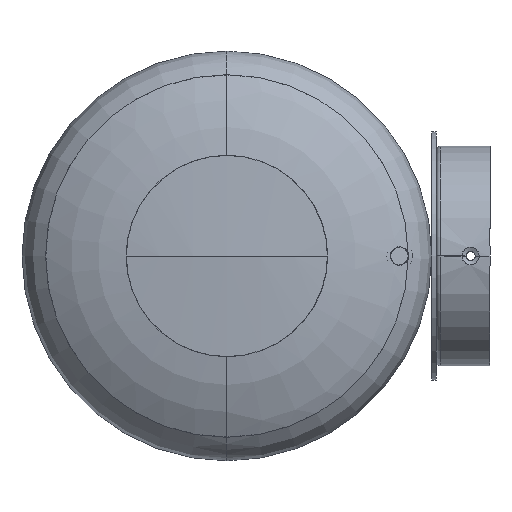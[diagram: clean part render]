
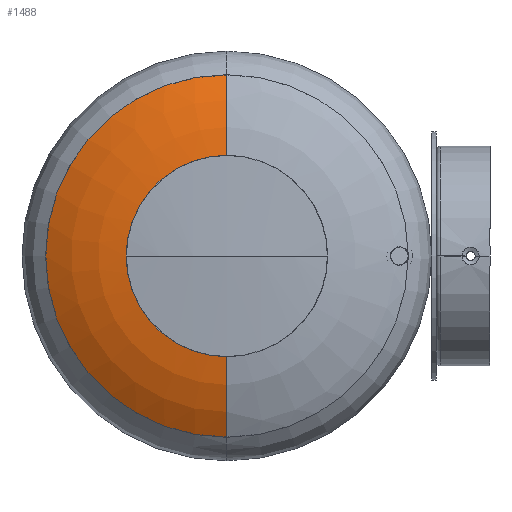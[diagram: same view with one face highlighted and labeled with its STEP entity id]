
A CAD part, front view. The second image highlights one B-rep face of the part: STEP entity #1488.
In plain terms, the highlighted toroidal (fillet/blend) face has major radius 36.837 mm and minor radius 90 mm.
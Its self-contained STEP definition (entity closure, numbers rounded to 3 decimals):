
#73 = EDGE_LOOP ( 'NONE', ( #1089, #1179, #3158, #2399, #3254 ) ) ;
#128 = VERTEX_POINT ( 'NONE', #1800 ) ;
#173 = VERTEX_POINT ( 'NONE', #528 ) ;
#528 = CARTESIAN_POINT ( 'NONE',  ( 0., 2.577, 46.734 ) ) ;
#757 = DIRECTION ( 'NONE',  ( 0., 0., -1. ) ) ;
#1089 = ORIENTED_EDGE ( 'NONE', *, *, #3279, .F. ) ;
#1179 = ORIENTED_EDGE ( 'NONE', *, *, #1236, .T. ) ;
#1236 = EDGE_CURVE ( 'NONE', #3298, #4966, #4353, .T. ) ;
#1244 = CARTESIAN_POINT ( 'NONE',  ( 0., 2.577, 0. ) ) ;
#1320 = CARTESIAN_POINT ( 'NONE',  ( 0., 15.422, -84.071 ) ) ;
#1371 = EDGE_CURVE ( 'NONE', #2396, #128, #4465, .T. ) ;
#1378 = CARTESIAN_POINT ( 'NONE',  ( 0., 92.032, -36.837 ) ) ;
#1488 = ADVANCED_FACE ( 'NONE', ( #4553 ), #4530, .T. ) ;
#1504 = CARTESIAN_POINT ( 'NONE',  ( 0., 2.577, 0. ) ) ;
#1506 = AXIS2_PLACEMENT_3D ( 'NONE', #1504, #1974, #1978 ) ;
#1519 = AXIS2_PLACEMENT_3D ( 'NONE', #3473, #3476, #3487 ) ;
#1561 = DIRECTION ( 'NONE',  ( 0., -1., 0. ) ) ;
#1564 = EDGE_CURVE ( 'NONE', #4966, #128, #4633, .T. ) ;
#1800 = CARTESIAN_POINT ( 'NONE',  ( 0., 2.577, -46.734 ) ) ;
#1974 = DIRECTION ( 'NONE',  ( 0., -1., 0. ) ) ;
#1978 = DIRECTION ( 'NONE',  ( 0., 0., -1. ) ) ;
#2006 = CIRCLE ( 'NONE', #1506, 46.734 ) ;
#2014 = DIRECTION ( 'NONE',  ( 0., 0., -1. ) ) ;
#2017 = DIRECTION ( 'NONE',  ( 1., 0., 0. ) ) ;
#2027 = CARTESIAN_POINT ( 'NONE',  ( 0., 92.032, 36.837 ) ) ;
#2040 = CARTESIAN_POINT ( 'NONE',  ( 0., 15.422, 84.071 ) ) ;
#2396 = VERTEX_POINT ( 'NONE', #4064 ) ;
#2399 = ORIENTED_EDGE ( 'NONE', *, *, #1371, .F. ) ;
#2641 = AXIS2_PLACEMENT_3D ( 'NONE', #4903, #5051, #4789 ) ;
#2798 = AXIS2_PLACEMENT_3D ( 'NONE', #1378, #3128, #4352 ) ;
#2924 = AXIS2_PLACEMENT_3D ( 'NONE', #2027, #2017, #2014 ) ;
#3128 = DIRECTION ( 'NONE',  ( -1., 0., 0. ) ) ;
#3158 = ORIENTED_EDGE ( 'NONE', *, *, #1564, .T. ) ;
#3254 = ORIENTED_EDGE ( 'NONE', *, *, #4744, .F. ) ;
#3279 = EDGE_CURVE ( 'NONE', #3298, #173, #4161, .T. ) ;
#3298 = VERTEX_POINT ( 'NONE', #2040 ) ;
#3473 = CARTESIAN_POINT ( 'NONE',  ( 0., 15.422, 0. ) ) ;
#3476 = DIRECTION ( 'NONE',  ( 0., -1., 0. ) ) ;
#3487 = DIRECTION ( 'NONE',  ( 0., 0., -1. ) ) ;
#3709 = AXIS2_PLACEMENT_3D ( 'NONE', #1244, #1561, #757 ) ;
#4064 = CARTESIAN_POINT ( 'NONE',  ( -46.734, 2.577, 0. ) ) ;
#4161 = CIRCLE ( 'NONE', #2924, 90. ) ;
#4352 = DIRECTION ( 'NONE',  ( 0., 0., 1. ) ) ;
#4353 = CIRCLE ( 'NONE', #1519, 84.071 ) ;
#4465 = CIRCLE ( 'NONE', #3709, 46.734 ) ;
#4530 = TOROIDAL_SURFACE ( 'NONE', #2641, 36.837, 90. ) ;
#4553 = FACE_OUTER_BOUND ( 'NONE', #73, .T. ) ;
#4633 = CIRCLE ( 'NONE', #2798, 90. ) ;
#4744 = EDGE_CURVE ( 'NONE', #173, #2396, #2006, .T. ) ;
#4789 = DIRECTION ( 'NONE',  ( 0., 0., -1. ) ) ;
#4903 = CARTESIAN_POINT ( 'NONE',  ( 0., 92.032, 0. ) ) ;
#4966 = VERTEX_POINT ( 'NONE', #1320 ) ;
#5051 = DIRECTION ( 'NONE',  ( 0., -1., 0. ) ) ;
